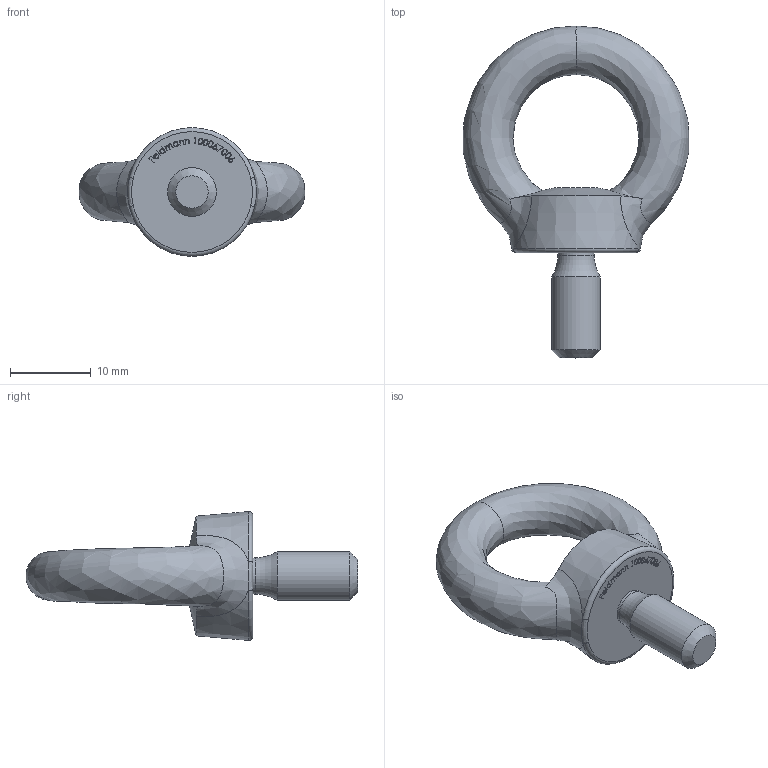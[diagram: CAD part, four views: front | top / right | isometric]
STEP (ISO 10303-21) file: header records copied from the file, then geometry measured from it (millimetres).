
FILE_DESCRIPTION (( 'STEP AP203' ), '1' );
FILE_NAME ('100067006.step', '2021-11-30T14:42:31', ( '' ), ( '' ), 'SwSTEP 2.0', 'SolidWorks 2018', '' );
FILE_SCHEMA (( 'CONFIG_CONTROL_DESIGN' ));
Length unit declared in the file: millimetre
Products named in the file (2): 100067006
Bounding box: 27.87 x 40.99 x 15.91 mm (x, y, z)
Volume: 3499.2 mm3; surface area: 1969 mm2
Topology: 1 solids, 1 shells, 228 faces, 593 edges, 394 vertices
Faces by surface type: bspline 117, plane 102, cone 4, torus 3, cylinder 2
Full cylindrical faces by diameter (mm): 4.5 x1, 6 x1
Entity records: 15323 total; most frequent: CARTESIAN_POINT 10424, ORIENTED_EDGE 1164, DIRECTION 587, EDGE_CURVE 582, VERTEX_POINT 389, LINE 327, VECTOR 327, EDGE_LOOP 263
